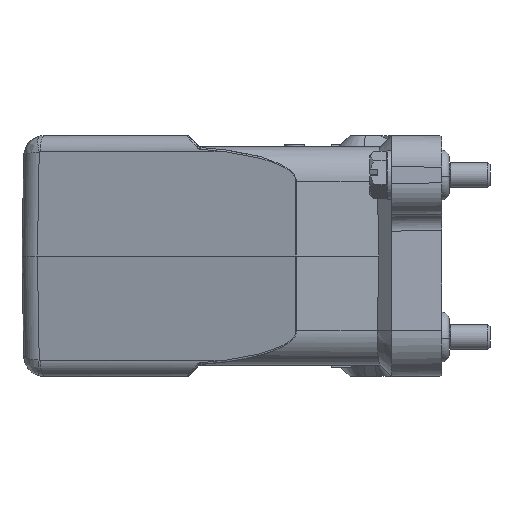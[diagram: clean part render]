
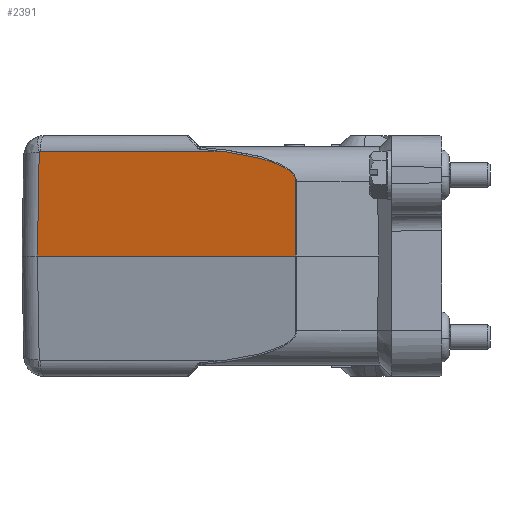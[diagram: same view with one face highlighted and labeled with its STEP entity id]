
A CAD part, left-side view. The second image highlights one B-rep face of the part: STEP entity #2391.
In plain terms, the highlighted planar face has unit normal (-0.966, 0.259, 0.018).
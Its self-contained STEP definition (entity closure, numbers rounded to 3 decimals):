
#356=PLANE('',#8960);
#1085=LINE('',#13022,#1751);
#1241=LINE('',#14101,#1907);
#1242=LINE('',#14120,#1908);
#1243=LINE('',#14122,#1909);
#1751=VECTOR('',#9986,1.);
#1907=VECTOR('',#10334,1.);
#1908=VECTOR('',#10337,1.);
#1909=VECTOR('',#10338,1.);
#2391=ADVANCED_FACE('NONE',(#2923),#356,.T.);
#2923=FACE_OUTER_BOUND('',#3420,.T.);
#3420=EDGE_LOOP('',(#4862,#4863,#4864,#4865,#4866,#4867));
#4862=ORIENTED_EDGE('',*,*,#7702,.F.);
#4863=ORIENTED_EDGE('',*,*,#7703,.T.);
#4864=ORIENTED_EDGE('',*,*,#7704,.T.);
#4865=ORIENTED_EDGE('',*,*,#7489,.F.);
#4866=ORIENTED_EDGE('',*,*,#7488,.F.);
#4867=ORIENTED_EDGE('',*,*,#7700,.T.);
#6561=VERTEX_POINT('',#12875);
#6563=VERTEX_POINT('',#12913);
#6564=VERTEX_POINT('',#13023);
#6672=VERTEX_POINT('',#14100);
#6673=VERTEX_POINT('',#14119);
#6674=VERTEX_POINT('',#14121);
#7488=EDGE_CURVE('NONE',#6561,#6563,#8346,.T.);
#7489=EDGE_CURVE('NONE',#6563,#6564,#1085,.T.);
#7700=EDGE_CURVE('NONE',#6561,#6672,#1241,.T.);
#7702=EDGE_CURVE('NONE',#6673,#6672,#8393,.T.);
#7703=EDGE_CURVE('NONE',#6673,#6674,#1242,.T.);
#7704=EDGE_CURVE('NONE',#6674,#6564,#1243,.T.);
#8346=B_SPLINE_CURVE_WITH_KNOTS('',3,(#12914,#12915,#12916,#12917,#12918,
#12919,#12920,#12921,#12922,#12923,#12924,#12925,#12926,#12927,#12928,#12929,
#12930,#12931,#12932,#12933),.UNSPECIFIED.,.F.,.F.,(4,2,2,2,2,2,2,2,2,4),
(0.,0.25,0.5,0.625,0.75,0.813,0.875,0.938,0.969,1.),
 .UNSPECIFIED.);
#8393=B_SPLINE_CURVE_WITH_KNOTS('',3,(#14115,#14116,#14117,#14118),
 .UNSPECIFIED.,.F.,.F.,(4,4),(0.,1.),.UNSPECIFIED.);
#8960=AXIS2_PLACEMENT_3D('',#14123,#10339,#10340);
#9986=DIRECTION('',(-0.017,0.002,-1.));
#10334=DIRECTION('',(0.259,0.966,0.));
#10337=DIRECTION('',(-0.013,0.017,-1.));
#10338=DIRECTION('',(-0.259,-0.966,0.));
#10339=DIRECTION('',(-0.966,0.259,0.017));
#10340=DIRECTION('',(-0.259,-0.966,0.));
#12875=CARTESIAN_POINT('',(-46.529,51.861,25.07));
#12913=CARTESIAN_POINT('',(-51.17,35.022,17.948));
#12914=CARTESIAN_POINT('',(-46.529,51.861,25.07));
#12915=CARTESIAN_POINT('',(-46.957,50.278,24.872));
#12916=CARTESIAN_POINT('',(-47.384,48.7,24.629));
#12917=CARTESIAN_POINT('',(-48.235,45.566,24.024));
#12918=CARTESIAN_POINT('',(-48.658,44.01,23.663));
#12919=CARTESIAN_POINT('',(-49.285,41.716,22.977));
#12920=CARTESIAN_POINT('',(-49.493,40.958,22.724));
#12921=CARTESIAN_POINT('',(-49.902,39.469,22.146));
#12922=CARTESIAN_POINT('',(-50.104,38.737,21.823));
#12923=CARTESIAN_POINT('',(-50.397,37.684,21.249));
#12924=CARTESIAN_POINT('',(-50.492,37.341,21.042));
#12925=CARTESIAN_POINT('',(-50.677,36.683,20.587));
#12926=CARTESIAN_POINT('',(-50.766,36.367,20.338));
#12927=CARTESIAN_POINT('',(-50.93,35.792,19.778));
#12928=CARTESIAN_POINT('',(-51.006,35.531,19.465));
#12929=CARTESIAN_POINT('',(-51.094,35.24,18.933));
#12930=CARTESIAN_POINT('',(-51.118,35.16,18.745));
#12931=CARTESIAN_POINT('',(-51.155,35.051,18.355));
#12932=CARTESIAN_POINT('',(-51.166,35.022,18.152));
#12933=CARTESIAN_POINT('',(-51.17,35.022,17.948));
#13022=CARTESIAN_POINT('',(-51.165,35.022,18.241));
#13023=CARTESIAN_POINT('',(-51.483,35.064,0.));
#14100=CARTESIAN_POINT('',(-34.537,96.615,25.07));
#14101=CARTESIAN_POINT('',(-33.393,100.887,25.07));
#14115=CARTESIAN_POINT('',(-34.473,96.857,25.04));
#14116=CARTESIAN_POINT('',(-34.494,96.778,25.06));
#14117=CARTESIAN_POINT('',(-34.515,96.697,25.07));
#14118=CARTESIAN_POINT('',(-34.537,96.615,25.07));
#14119=CARTESIAN_POINT('',(-34.473,96.857,25.04));
#14120=CARTESIAN_POINT('',(-34.473,96.857,25.04));
#14121=CARTESIAN_POINT('',(-34.808,97.295,0.));
#14122=CARTESIAN_POINT('',(-33.815,101.,0.));
#14123=CARTESIAN_POINT('',(-33.815,101.,0.));
